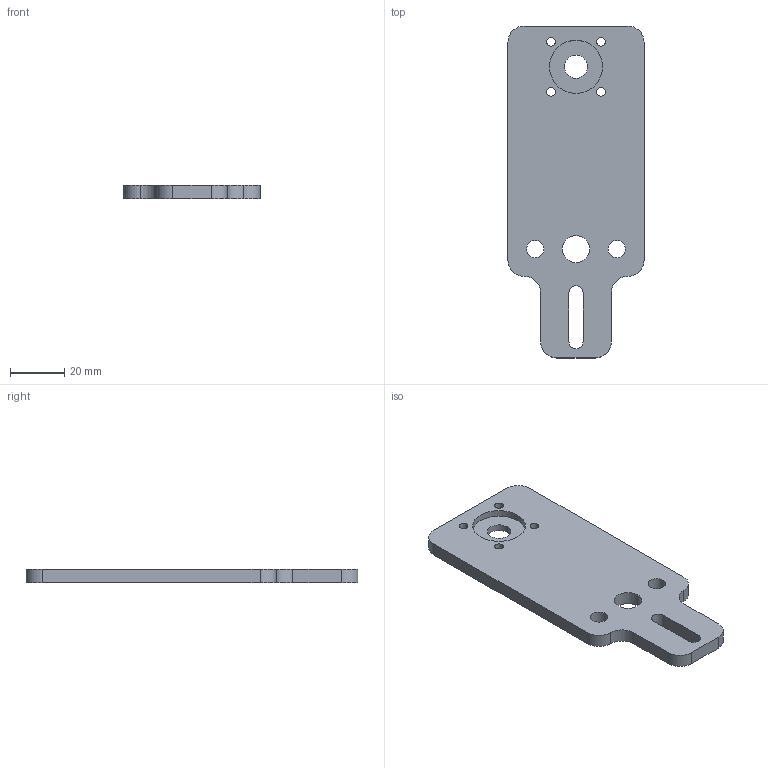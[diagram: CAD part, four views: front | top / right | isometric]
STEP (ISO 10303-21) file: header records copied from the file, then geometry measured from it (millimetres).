
FILE_DESCRIPTION (( 'STEP AP214' ), '1' );
FILE_NAME ('2x_ALTI_V2_USI_PM001.STEP', '2020-11-13T08:40:23', ( '' ), ( '' ), 'SwSTEP 2.0', 'SolidWorks 2020', '' );
FILE_SCHEMA (( 'AUTOMOTIVE_DESIGN' ));
Length unit declared in the file: millimetre
Products named in the file (1): 2x_ALTI_V2_USI_PM001
Bounding box: 50 x 122 x 5 mm (x, y, z)
Volume: 24407.6 mm3; surface area: 12662.7 mm2
Topology: 1 solids, 1 shells, 39 faces, 108 edges, 72 vertices
Faces by surface type: cylinder 28, plane 11
Entity records: 1348 total; most frequent: DIRECTION 244, CARTESIAN_POINT 220, ORIENTED_EDGE 216, EDGE_CURVE 108, AXIS2_PLACEMENT_3D 96, VERTEX_POINT 72, EDGE_LOOP 58, CIRCLE 56
